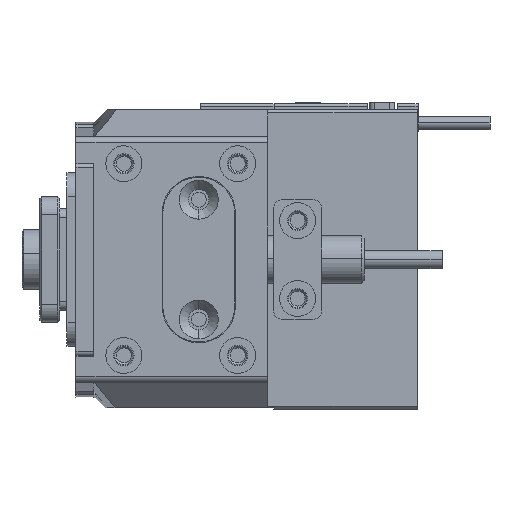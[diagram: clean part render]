
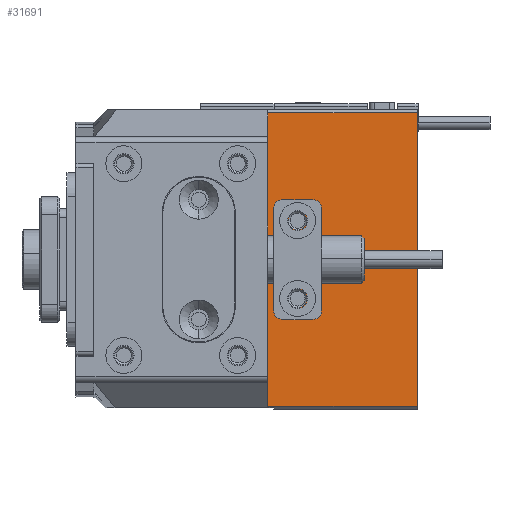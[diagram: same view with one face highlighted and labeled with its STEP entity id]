
A CAD part, left-side view. The second image highlights one B-rep face of the part: STEP entity #31691.
In plain terms, the highlighted planar face has unit normal (-1, 0, 0).
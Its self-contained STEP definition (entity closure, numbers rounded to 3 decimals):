
#1969 = VERTEX_POINT ( 'NONE', #45965 ) ;
#2701 = CIRCLE ( 'NONE', #21942, 1.55 ) ;
#3724 = VERTEX_POINT ( 'NONE', #50887 ) ;
#4031 = CARTESIAN_POINT ( 'NONE',  ( -40.5, -12.5, -4.95 ) ) ;
#4343 = CARTESIAN_POINT ( 'NONE',  ( -40.5, -32.5, 24.5 ) ) ;
#4944 = CARTESIAN_POINT ( 'NONE',  ( -40.5, -7.5, 24.5 ) ) ;
#6364 = LINE ( 'NONE', #51436, #15678 ) ;
#7064 = DIRECTION ( 'NONE',  ( 1., 0., 0. ) ) ;
#7676 = DIRECTION ( 'NONE',  ( 1., 0., 0. ) ) ;
#7737 = VERTEX_POINT ( 'NONE', #18759 ) ;
#7753 = LINE ( 'NONE', #37264, #38307 ) ;
#9507 = AXIS2_PLACEMENT_3D ( 'NONE', #28964, #40515, #36833 ) ;
#9899 = ORIENTED_EDGE ( 'NONE', *, *, #17730, .T. ) ;
#11799 = CARTESIAN_POINT ( 'NONE',  ( -40.5, -12.5, 6.5 ) ) ;
#12335 = VERTEX_POINT ( 'NONE', #4343 ) ;
#12594 = DIRECTION ( 'NONE',  ( 0., 0., -1. ) ) ;
#12982 = FACE_OUTER_BOUND ( 'NONE', #15290, .T. ) ;
#15290 = EDGE_LOOP ( 'NONE', ( #9899, #41640, #23164, #20570 ) ) ;
#15324 = CARTESIAN_POINT ( 'NONE',  ( -40.5, -12.5, 6.5 ) ) ;
#15600 = EDGE_LOOP ( 'NONE', ( #37583, #42674 ) ) ;
#15678 = VECTOR ( 'NONE', #31154, 1000. ) ;
#16242 = DIRECTION ( 'NONE',  ( 1., 0., 0. ) ) ;
#17355 = DIRECTION ( 'NONE',  ( 0., 0., -1. ) ) ;
#17359 = VERTEX_POINT ( 'NONE', #4031 ) ;
#17730 = EDGE_CURVE ( 'NONE', #36009, #51150, #7753, .T. ) ;
#18491 = EDGE_CURVE ( 'NONE', #17359, #1969, #2701, .T. ) ;
#18493 = LINE ( 'NONE', #48772, #39092 ) ;
#18623 = CIRCLE ( 'NONE', #24000, 1.55 ) ;
#18759 = CARTESIAN_POINT ( 'NONE',  ( -40.5, -12.5, 8.05 ) ) ;
#19595 = DIRECTION ( 'NONE',  ( 0., 0., -1. ) ) ;
#20570 = ORIENTED_EDGE ( 'NONE', *, *, #28725, .T. ) ;
#20772 = EDGE_CURVE ( 'NONE', #12335, #3724, #22724, .T. ) ;
#21942 = AXIS2_PLACEMENT_3D ( 'NONE', #39106, #7064, #43114 ) ;
#22310 = FACE_BOUND ( 'NONE', #15600, .T. ) ;
#22724 = LINE ( 'NONE', #37164, #42120 ) ;
#23005 = EDGE_LOOP ( 'NONE', ( #39942, #31947 ) ) ;
#23164 = ORIENTED_EDGE ( 'NONE', *, *, #20772, .F. ) ;
#24000 = AXIS2_PLACEMENT_3D ( 'NONE', #11799, #24269, #19595 ) ;
#24269 = DIRECTION ( 'NONE',  ( 1., 0., 0. ) ) ;
#25393 = CIRCLE ( 'NONE', #31910, 1.55 ) ;
#27839 = CARTESIAN_POINT ( 'NONE',  ( -40.5, -12.5, 4.95 ) ) ;
#28608 = CARTESIAN_POINT ( 'NONE',  ( -40.5, -32.5, 25. ) ) ;
#28725 = EDGE_CURVE ( 'NONE', #12335, #36009, #6364, .T. ) ;
#28964 = CARTESIAN_POINT ( 'NONE',  ( -40.5, -12.5, -6.5 ) ) ;
#31099 = EDGE_CURVE ( 'NONE', #7737, #36503, #18623, .T. ) ;
#31154 = DIRECTION ( 'NONE',  ( 0., 1., 0. ) ) ;
#31691 = ADVANCED_FACE ( 'NONE', ( #22310, #42962, #12982 ), #36461, .F. ) ;
#31910 = AXIS2_PLACEMENT_3D ( 'NONE', #15324, #7676, #51293 ) ;
#31947 = ORIENTED_EDGE ( 'NONE', *, *, #42029, .T. ) ;
#36009 = VERTEX_POINT ( 'NONE', #4944 ) ;
#36461 = PLANE ( 'NONE',  #42468 ) ;
#36503 = VERTEX_POINT ( 'NONE', #27839 ) ;
#36833 = DIRECTION ( 'NONE',  ( 0., 0., -1. ) ) ;
#37164 = CARTESIAN_POINT ( 'NONE',  ( -40.5, -32.5, 25. ) ) ;
#37264 = CARTESIAN_POINT ( 'NONE',  ( -40.5, -7.5, 25. ) ) ;
#37583 = ORIENTED_EDGE ( 'NONE', *, *, #31099, .T. ) ;
#38307 = VECTOR ( 'NONE', #17355, 1000. ) ;
#38470 = EDGE_CURVE ( 'NONE', #51150, #3724, #18493, .T. ) ;
#39092 = VECTOR ( 'NONE', #49288, 1000. ) ;
#39106 = CARTESIAN_POINT ( 'NONE',  ( -40.5, -12.5, -6.5 ) ) ;
#39942 = ORIENTED_EDGE ( 'NONE', *, *, #18491, .T. ) ;
#40515 = DIRECTION ( 'NONE',  ( 1., 0., 0. ) ) ;
#41640 = ORIENTED_EDGE ( 'NONE', *, *, #38470, .T. ) ;
#42029 = EDGE_CURVE ( 'NONE', #1969, #17359, #43800, .T. ) ;
#42120 = VECTOR ( 'NONE', #45365, 1000. ) ;
#42468 = AXIS2_PLACEMENT_3D ( 'NONE', #28608, #16242, #12594 ) ;
#42674 = ORIENTED_EDGE ( 'NONE', *, *, #44942, .T. ) ;
#42962 = FACE_BOUND ( 'NONE', #23005, .T. ) ;
#43114 = DIRECTION ( 'NONE',  ( 0., 0., -1. ) ) ;
#43800 = CIRCLE ( 'NONE', #9507, 1.55 ) ;
#44942 = EDGE_CURVE ( 'NONE', #36503, #7737, #25393, .T. ) ;
#45365 = DIRECTION ( 'NONE',  ( 0., 0., -1. ) ) ;
#45965 = CARTESIAN_POINT ( 'NONE',  ( -40.5, -12.5, -8.05 ) ) ;
#48772 = CARTESIAN_POINT ( 'NONE',  ( -40.5, -32.5, -24.5 ) ) ;
#48934 = CARTESIAN_POINT ( 'NONE',  ( -40.5, -7.5, -24.5 ) ) ;
#49288 = DIRECTION ( 'NONE',  ( 0., -1., 0. ) ) ;
#50887 = CARTESIAN_POINT ( 'NONE',  ( -40.5, -32.5, -24.5 ) ) ;
#51150 = VERTEX_POINT ( 'NONE', #48934 ) ;
#51293 = DIRECTION ( 'NONE',  ( 0., 0., -1. ) ) ;
#51436 = CARTESIAN_POINT ( 'NONE',  ( -40.5, -32.5, 24.5 ) ) ;
